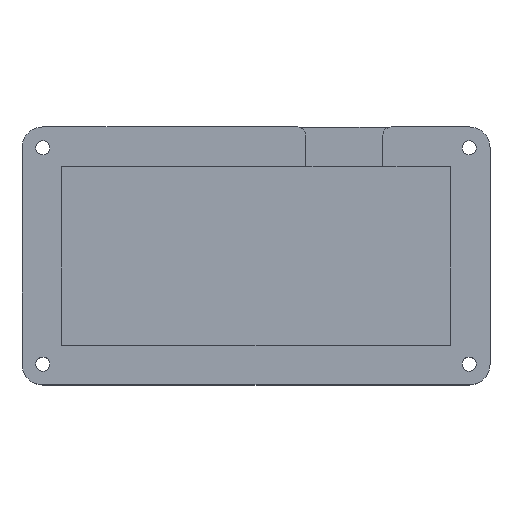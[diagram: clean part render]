
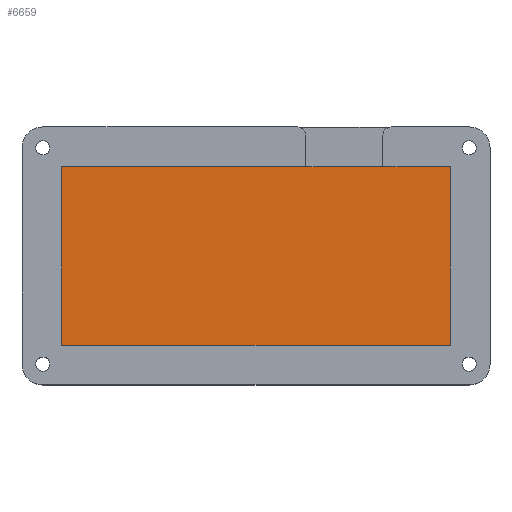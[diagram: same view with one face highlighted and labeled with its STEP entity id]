
A CAD part, top view. The second image highlights one B-rep face of the part: STEP entity #6659.
In plain terms, the highlighted planar face has unit normal (0, 0, 1).
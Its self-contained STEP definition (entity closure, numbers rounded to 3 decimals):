
#997=FACE_OUTER_BOUND('',#1393,.T.);
#1393=EDGE_LOOP('',(#6089,#6090,#6091,#6092));
#1978=LINE('',#12979,#2556);
#1980=LINE('',#12984,#2558);
#1981=LINE('',#12985,#2559);
#1982=LINE('',#12986,#2560);
#2556=VECTOR('',#7810,10.);
#2558=VECTOR('',#7814,10.);
#2559=VECTOR('',#7815,10.);
#2560=VECTOR('',#7816,10.);
#3211=VERTEX_POINT('',#12976);
#3212=VERTEX_POINT('',#12978);
#3213=VERTEX_POINT('',#12982);
#3214=VERTEX_POINT('',#12983);
#4178=EDGE_CURVE('',#3211,#3212,#1978,.T.);
#4180=EDGE_CURVE('',#3213,#3214,#1980,.T.);
#4181=EDGE_CURVE('',#3212,#3213,#1981,.T.);
#4182=EDGE_CURVE('',#3214,#3211,#1982,.T.);
#6089=ORIENTED_EDGE('',*,*,#4180,.F.);
#6090=ORIENTED_EDGE('',*,*,#4181,.F.);
#6091=ORIENTED_EDGE('',*,*,#4178,.F.);
#6092=ORIENTED_EDGE('',*,*,#4182,.F.);
#6307=PLANE('',#6867);
#6659=ADVANCED_FACE('',(#997),#6307,.T.);
#6867=AXIS2_PLACEMENT_3D('',#12981,#7812,#7813);
#7810=DIRECTION('',(1.,0.,0.));
#7812=DIRECTION('center_axis',(0.,0.,1.));
#7813=DIRECTION('ref_axis',(1.,0.,0.));
#7814=DIRECTION('',(-1.,0.,0.));
#7815=DIRECTION('',(0.,-1.,0.));
#7816=DIRECTION('',(0.,1.,0.));
#12976=CARTESIAN_POINT('',(-25.,25.,3.));
#12978=CARTESIAN_POINT('',(68.5,25.,3.));
#12979=CARTESIAN_POINT('',(-1.625,25.,3.));
#12981=CARTESIAN_POINT('Origin',(21.75,3.5,3.));
#12982=CARTESIAN_POINT('',(68.5,-18.,3.));
#12983=CARTESIAN_POINT('',(-25.,-18.,3.));
#12984=CARTESIAN_POINT('',(45.125,-18.,3.));
#12985=CARTESIAN_POINT('',(68.5,14.25,3.));
#12986=CARTESIAN_POINT('',(-25.,-7.25,3.));
